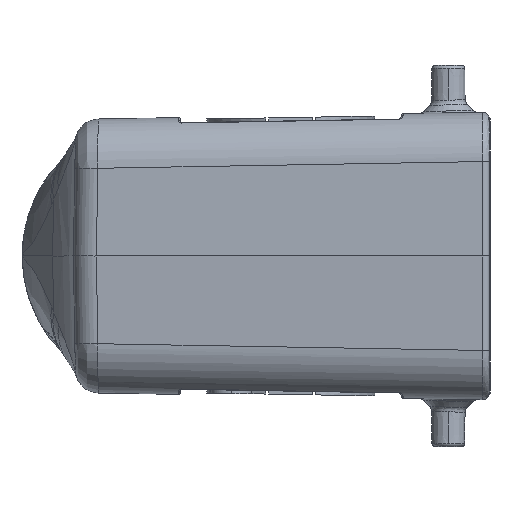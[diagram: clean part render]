
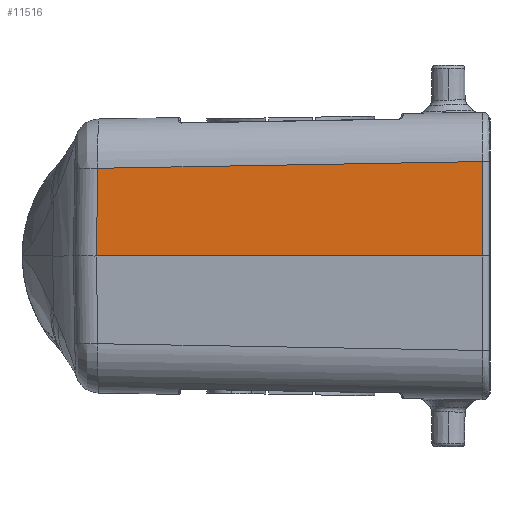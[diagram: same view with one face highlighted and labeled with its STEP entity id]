
A CAD part, left-side view. The second image highlights one B-rep face of the part: STEP entity #11516.
In plain terms, the highlighted planar face has unit normal (-1, 0.018, 0.017).
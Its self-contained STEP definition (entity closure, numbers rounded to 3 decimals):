
#1196=DIRECTION('',(0.017,0.,1.));
#1197=VECTOR('',#1196,14.12);
#1198=CARTESIAN_POINT('',(-59.986,70.819,
0.));
#1199=LINE('',#1198,#1197);
#1204=DIRECTION('',(0.017,-0.017,1.));
#1205=VECTOR('',#1204,13.118);
#1206=CARTESIAN_POINT('',(-58.978,128.562,
0.));
#1207=LINE('',#1206,#1205);
#1208=DIRECTION('',(-0.017,-1.,0.017));
#1209=VECTOR('',#1208,57.533);
#1210=CARTESIAN_POINT('',(-58.753,128.333,13.114));
#1211=LINE('',#1210,#1209);
#1220=DIRECTION('',(-0.017,-1.,0.));
#1221=VECTOR('',#1220,57.752);
#1222=CARTESIAN_POINT('',(-58.978,128.562,
0.));
#1223=LINE('',#1222,#1221);
#8151=CARTESIAN_POINT('',(-59.986,70.819,
0.));
#8152=CARTESIAN_POINT('',(-59.739,70.817,14.118));
#8153=VERTEX_POINT('',#8151);
#8154=VERTEX_POINT('',#8152);
#8158=CARTESIAN_POINT('',(-58.978,128.562,
0.));
#8159=VERTEX_POINT('',#8158);
#8160=CARTESIAN_POINT('',(-58.753,128.333,13.114));
#8161=VERTEX_POINT('',#8160);
#11502=CARTESIAN_POINT('',(-59.575,70.,24.335));
#11503=DIRECTION('',(-1.,0.017,0.017));
#11504=DIRECTION('',(-0.017,-1.,0.));
#11505=AXIS2_PLACEMENT_3D('',#11502,#11503,#11504);
#11506=PLANE('',#11505);
#11508=ORIENTED_EDGE('',*,*,#11507,.F.);
#11510=ORIENTED_EDGE('',*,*,#11509,.T.);
#11512=ORIENTED_EDGE('',*,*,#11511,.T.);
#11513=ORIENTED_EDGE('',*,*,#11488,.F.);
#11514=EDGE_LOOP('',(#11508,#11510,#11512,#11513));
#11515=FACE_OUTER_BOUND('',#11514,.F.);
#11516=ADVANCED_FACE('',(#11515),#11506,.T.);
#11488=EDGE_CURVE('',#8153,#8154,#1199,.T.);
#11507=EDGE_CURVE('',#8159,#8153,#1223,.T.);
#11509=EDGE_CURVE('',#8159,#8161,#1207,.T.);
#11511=EDGE_CURVE('',#8161,#8154,#1211,.T.);
